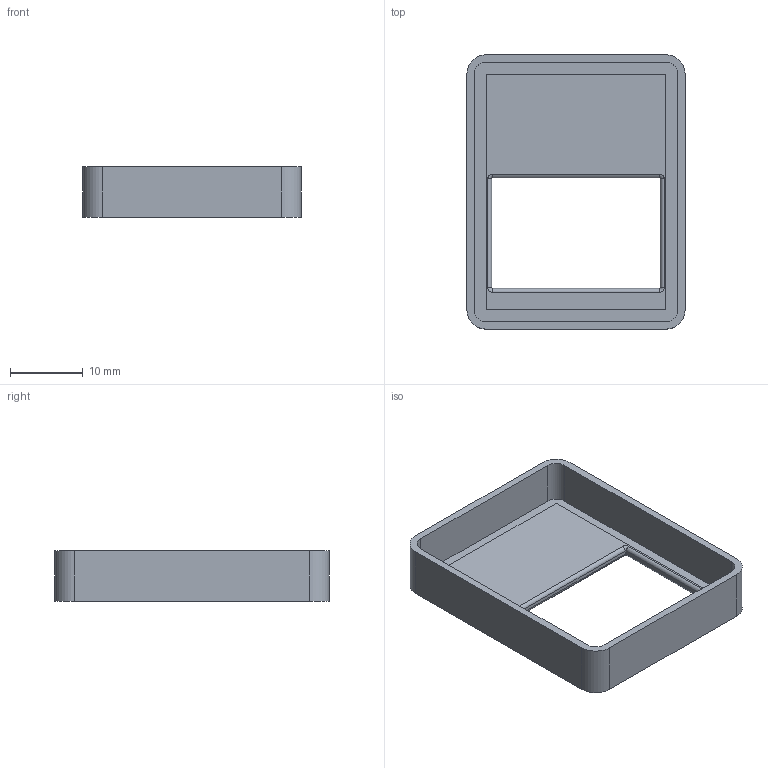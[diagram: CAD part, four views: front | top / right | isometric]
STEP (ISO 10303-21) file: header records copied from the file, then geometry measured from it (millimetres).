
FILE_DESCRIPTION(('STEP AP214'), '1');
FILE_NAME('top', '', ('UNSPECIFIED'), ('UNSPECIFIED'), 'C3D Converter', 'C3D Toolkit', '');
FILE_SCHEMA(('AUTOMOTIVE_DESIGN { 1 0 10303 214 3 1 1}'));
Length unit declared in the file: millimetre
Bounding box: 30 x 37.7 x 7 mm (x, y, z)
Volume: 1700.9 mm3; surface area: 3485 mm2
Topology: 1 solids, 1 shells, 225 faces, 602 edges, 396 vertices
Faces by surface type: plane 133, extrusion 64, cylinder 20, torus 8
Entity records: 7068 total; most frequent: CARTESIAN_POINT 1608, ORIENTED_EDGE 1204, DIRECTION 910, EDGE_CURVE 602, VECTOR 490, LINE 426, VERTEX_POINT 396, FACE_BOUND 244
